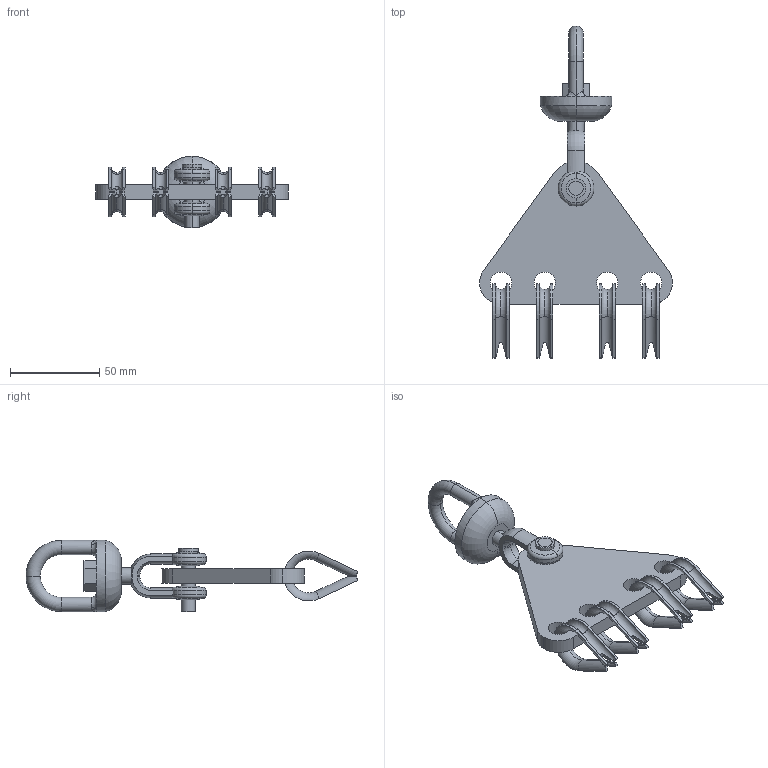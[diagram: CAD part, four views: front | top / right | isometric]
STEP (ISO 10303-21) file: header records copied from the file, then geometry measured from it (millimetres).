
FILE_DESCRIPTION (( 'STEP AP203' ), '1' );
FILE_NAME ('T41400.STEP', '2018-07-23T14:35:09', ( '' ), ( '' ), 'SwSTEP 2.0', 'SolidWorks 2016', '' );
FILE_SCHEMA (( 'CONFIG_CONTROL_DESIGN' ));
Length unit declared in the file: millimetre
Products named in the file (4): S1235; T38800; T41400; TH1041
Assembly tree (6 placements, depth 2):
  T41400
    TH1041
    T38800  x4
    S1235
Bounding box: 108.17 x 186.17 x 40 mm (x, y, z)
Volume: 76426.4 mm3; surface area: 34814.5 mm2
Topology: 9 solids, 9 shells, 218 faces, 531 edges, 327 vertices
Faces by surface type: plane 89, cylinder 76, torus 39, cone 10, bspline 4
Entity records: 4630 total; most frequent: CARTESIAN_POINT 1114, DIRECTION 689, ORIENTED_EDGE 610, EDGE_CURVE 305, AXIS2_PLACEMENT_3D 287, VERTEX_POINT 189, CIRCLE 154, EDGE_LOOP 140
